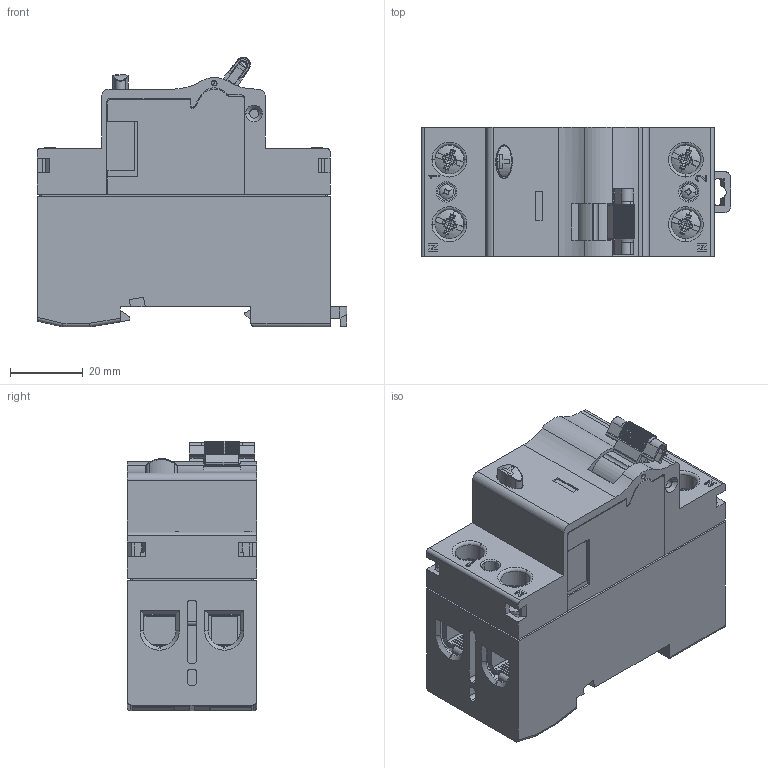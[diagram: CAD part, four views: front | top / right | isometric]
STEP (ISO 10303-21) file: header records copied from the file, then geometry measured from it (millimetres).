
FILE_DESCRIPTION(/* description */ (''),/* implementation_level */ '2;1');
FILE_NAME(/* name */ 'FILE_STP_CAD_DRAWING_3d_P1RD_2P_prt.stp',/* time_stamp */ '2023-02-21T14:12:27+01:00',/* author */ (''),/* organization */ (''),/* preprocessor_version */ 'ST-DEVELOPER v16.7',/* originating_system */ 'SIEMENS PLM Software NX 12.0',/* authorisation */ '');
FILE_SCHEMA (('AUTOMOTIVE_DESIGN { 1 0 10303 214 3 1 1 1 }'));
Length unit declared in the file: millimetre
Products named in the file (1): 3d_P1RD 2P
Bounding box: 85.33 x 35.6 x 74.29 mm (x, y, z)
Surface area: 30984.3 mm2 (no closed solid volume)
Topology: 0 solids, 51 shells, 985 faces, 3812 edges, 2798 vertices
Faces by surface type: plane 646, cylinder 215, bspline 55, torus 28, cone 21, sphere 20
Entity records: 43109 total; most frequent: CARTESIAN_POINT 12033, DIRECTION 6041, ORIENTED_EDGE 5905, EDGE_CURVE 3812, VERTEX_POINT 2797, LINE 2613, VECTOR 2613, AXIS2_PLACEMENT_3D 1714
